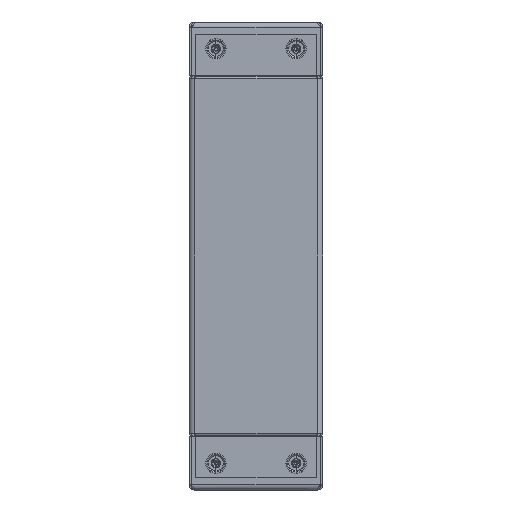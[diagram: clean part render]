
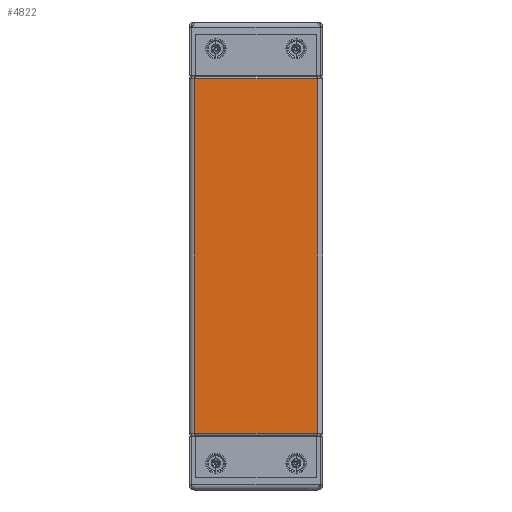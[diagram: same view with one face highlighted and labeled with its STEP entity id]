
A CAD part, left-side view. The second image highlights one B-rep face of the part: STEP entity #4822.
In plain terms, the highlighted face is planar.
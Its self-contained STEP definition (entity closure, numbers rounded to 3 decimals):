
#88 = CARTESIAN_POINT ( 'NONE',  ( 166., 46., 0. ) ) ;
#261 = EDGE_CURVE ( 'NONE', #3135, #5893, #7771, .T. ) ;
#369 = DIRECTION ( 'NONE',  ( 0., -1., 0. ) ) ;
#374 = VERTEX_POINT ( 'NONE', #2669 ) ;
#602 = CARTESIAN_POINT ( 'NONE',  ( -132.5, 50., 0. ) ) ;
#890 = ORIENTED_EDGE ( 'NONE', *, *, #1708, .T. ) ;
#1204 = CARTESIAN_POINT ( 'NONE',  ( -132.5, -50., 0. ) ) ;
#1205 = CARTESIAN_POINT ( 'NONE',  ( -132.5, 50., 0. ) ) ;
#1500 = ORIENTED_EDGE ( 'NONE', *, *, #261, .F. ) ;
#1529 = CARTESIAN_POINT ( 'NONE',  ( 132.5, 45.241, 0. ) ) ;
#1623 = CARTESIAN_POINT ( 'NONE',  ( -132.5, 46., 0. ) ) ;
#1642 = VECTOR ( 'NONE', #5567, 1000. ) ;
#1650 = CARTESIAN_POINT ( 'NONE',  ( -132.5, 45.241, 0. ) ) ;
#1708 = EDGE_CURVE ( 'NONE', #9158, #374, #2310, .T. ) ;
#2052 = CARTESIAN_POINT ( 'NONE',  ( -166., -46., 0. ) ) ;
#2310 = LINE ( 'NONE', #602, #5142 ) ;
#2669 = CARTESIAN_POINT ( 'NONE',  ( -132.5, -45.241, 0. ) ) ;
#2696 = DIRECTION ( 'NONE',  ( 0., -1., 0. ) ) ;
#3064 = CARTESIAN_POINT ( 'NONE',  ( 166., 50., 0. ) ) ;
#3135 = VERTEX_POINT ( 'NONE', #5132 ) ;
#3223 = CARTESIAN_POINT ( 'NONE',  ( 132.5, 50., 0. ) ) ;
#3261 = ORIENTED_EDGE ( 'NONE', *, *, #8489, .T. ) ;
#3470 = CARTESIAN_POINT ( 'NONE',  ( 132.5, -46., 0. ) ) ;
#3595 = VECTOR ( 'NONE', #5465, 1000. ) ;
#3596 = ORIENTED_EDGE ( 'NONE', *, *, #6083, .F. ) ;
#3631 = ORIENTED_EDGE ( 'NONE', *, *, #8352, .F. ) ;
#3771 = ORIENTED_EDGE ( 'NONE', *, *, #7389, .T. ) ;
#4056 = FACE_OUTER_BOUND ( 'NONE', #4103, .T. ) ;
#4103 = EDGE_LOOP ( 'NONE', ( #3596, #1500, #3771, #4475, #890, #6194, #3261, #3631 ) ) ;
#4281 = LINE ( 'NONE', #7251, #6079 ) ;
#4446 = PLANE ( 'NONE',  #4741 ) ;
#4475 = ORIENTED_EDGE ( 'NONE', *, *, #8738, .F. ) ;
#4575 = LINE ( 'NONE', #9016, #9227 ) ;
#4621 = LINE ( 'NONE', #1204, #7343 ) ;
#4741 = AXIS2_PLACEMENT_3D ( 'NONE', #3064, #7337, #8043 ) ;
#4822 = ADVANCED_FACE ( 'NONE', ( #4056 ), #4446, .F. ) ;
#5132 = CARTESIAN_POINT ( 'NONE',  ( 132.5, 46., 0. ) ) ;
#5142 = VECTOR ( 'NONE', #2696, 1000. ) ;
#5381 = DIRECTION ( 'NONE',  ( 0., -1., 0. ) ) ;
#5453 = CARTESIAN_POINT ( 'NONE',  ( 132.5, -45.241, 0. ) ) ;
#5465 = DIRECTION ( 'NONE',  ( 0., 1., 0. ) ) ;
#5567 = DIRECTION ( 'NONE',  ( 1., 0., 0. ) ) ;
#5572 = EDGE_CURVE ( 'NONE', #7560, #374, #4621, .T. ) ;
#5893 = VERTEX_POINT ( 'NONE', #1529 ) ;
#5954 = VERTEX_POINT ( 'NONE', #1623 ) ;
#6079 = VECTOR ( 'NONE', #6464, 1000. ) ;
#6083 = EDGE_CURVE ( 'NONE', #5893, #8327, #4281, .T. ) ;
#6194 = ORIENTED_EDGE ( 'NONE', *, *, #5572, .F. ) ;
#6402 = VECTOR ( 'NONE', #7984, 1000. ) ;
#6464 = DIRECTION ( 'NONE',  ( 0., -1., 0. ) ) ;
#6737 = CARTESIAN_POINT ( 'NONE',  ( -132.5, -46., 0. ) ) ;
#6958 = LINE ( 'NONE', #1205, #3595 ) ;
#7091 = VECTOR ( 'NONE', #369, 1000. ) ;
#7251 = CARTESIAN_POINT ( 'NONE',  ( 132.5, 50., 0. ) ) ;
#7337 = DIRECTION ( 'NONE',  ( 0., 0., -1. ) ) ;
#7343 = VECTOR ( 'NONE', #8422, 1000. ) ;
#7389 = EDGE_CURVE ( 'NONE', #3135, #5954, #7855, .T. ) ;
#7560 = VERTEX_POINT ( 'NONE', #6737 ) ;
#7771 = LINE ( 'NONE', #3223, #7091 ) ;
#7855 = LINE ( 'NONE', #88, #6402 ) ;
#7984 = DIRECTION ( 'NONE',  ( -1., 0., 0. ) ) ;
#8043 = DIRECTION ( 'NONE',  ( -1., 0., 0. ) ) ;
#8301 = LINE ( 'NONE', #2052, #1642 ) ;
#8327 = VERTEX_POINT ( 'NONE', #5453 ) ;
#8352 = EDGE_CURVE ( 'NONE', #8327, #8978, #4575, .T. ) ;
#8422 = DIRECTION ( 'NONE',  ( 0., 1., 0. ) ) ;
#8489 = EDGE_CURVE ( 'NONE', #7560, #8978, #8301, .T. ) ;
#8738 = EDGE_CURVE ( 'NONE', #9158, #5954, #6958, .T. ) ;
#8978 = VERTEX_POINT ( 'NONE', #3470 ) ;
#9016 = CARTESIAN_POINT ( 'NONE',  ( 132.5, -50., 0. ) ) ;
#9158 = VERTEX_POINT ( 'NONE', #1650 ) ;
#9227 = VECTOR ( 'NONE', #5381, 1000. ) ;
